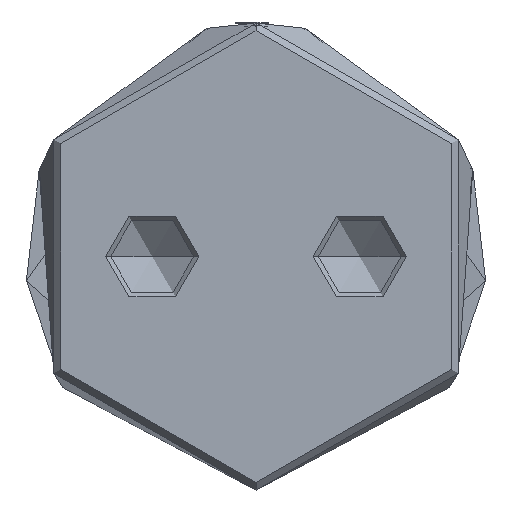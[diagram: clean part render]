
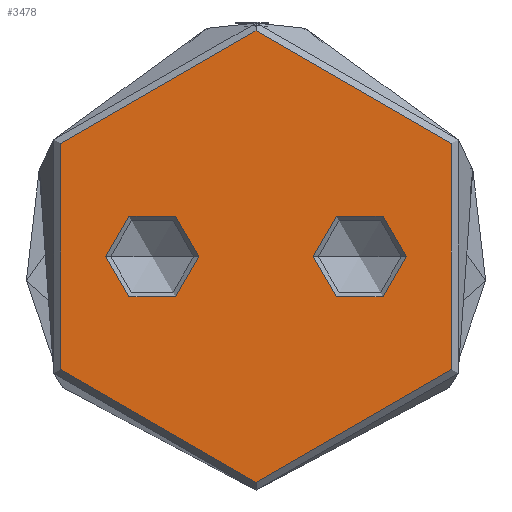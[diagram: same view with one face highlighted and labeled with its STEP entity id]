
A CAD part, front view. The second image highlights one B-rep face of the part: STEP entity #3478.
In plain terms, the highlighted face is planar.
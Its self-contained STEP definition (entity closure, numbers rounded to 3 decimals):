
#77 = PLANE ( 'NONE',  #2111 ) ;
#172 = CIRCLE ( 'NONE', #5306, 4.5 ) ;
#180 = EDGE_CURVE ( 'NONE', #264, #3795, #5468, .T. ) ;
#196 = DIRECTION ( 'NONE',  ( 0., 0., -1. ) ) ;
#264 = VERTEX_POINT ( 'NONE', #1952 ) ;
#445 = AXIS2_PLACEMENT_3D ( 'NONE', #5266, #2591, #5708 ) ;
#475 = ORIENTED_EDGE ( 'NONE', *, *, #935, .T. ) ;
#486 = EDGE_LOOP ( 'NONE', ( #5119, #5907 ) ) ;
#489 = EDGE_CURVE ( 'NONE', #1669, #1516, #2239, .T. ) ;
#668 = AXIS2_PLACEMENT_3D ( 'NONE', #4209, #4271, #4255 ) ;
#935 = EDGE_CURVE ( 'NONE', #3654, #2842, #2243, .T. ) ;
#1040 = CARTESIAN_POINT ( 'NONE',  ( 0., 0., 0. ) ) ;
#1088 = CARTESIAN_POINT ( 'NONE',  ( 10., 0., 0. ) ) ;
#1156 = CARTESIAN_POINT ( 'NONE',  ( -10., 0., 0. ) ) ;
#1176 = DIRECTION ( 'NONE',  ( 1., 0., 0. ) ) ;
#1195 = DIRECTION ( 'NONE',  ( 0., 0., 1. ) ) ;
#1203 = DIRECTION ( 'NONE',  ( 0., 0., -1. ) ) ;
#1218 = DIRECTION ( 'NONE',  ( -1., 0., 0. ) ) ;
#1516 = VERTEX_POINT ( 'NONE', #3145 ) ;
#1519 = FACE_BOUND ( 'NONE', #486, .T. ) ;
#1669 = VERTEX_POINT ( 'NONE', #3394 ) ;
#1952 = CARTESIAN_POINT ( 'NONE',  ( -5.5, 0., 0. ) ) ;
#2014 = DIRECTION ( 'NONE',  ( 0., 1., 0. ) ) ;
#2017 = CARTESIAN_POINT ( 'NONE',  ( -14.5, 0., 0. ) ) ;
#2111 = AXIS2_PLACEMENT_3D ( 'NONE', #1040, #4248, #2014 ) ;
#2239 = CIRCLE ( 'NONE', #4238, 4.5 ) ;
#2243 = CIRCLE ( 'NONE', #668, 21.75 ) ;
#2292 = DIRECTION ( 'NONE',  ( 0., 1., 0. ) ) ;
#2458 = CIRCLE ( 'NONE', #445, 4.5 ) ;
#2562 = CIRCLE ( 'NONE', #5287, 21.75 ) ;
#2591 = DIRECTION ( 'NONE',  ( 0., 0., 1. ) ) ;
#2697 = DIRECTION ( 'NONE',  ( 0., 0., -1. ) ) ;
#2712 = EDGE_CURVE ( 'NONE', #2842, #3654, #2562, .T. ) ;
#2713 = CARTESIAN_POINT ( 'NONE',  ( 0., 0., 0. ) ) ;
#2791 = CARTESIAN_POINT ( 'NONE',  ( 0., -21.75, 0. ) ) ;
#2842 = VERTEX_POINT ( 'NONE', #2791 ) ;
#3017 = CARTESIAN_POINT ( 'NONE',  ( -10., 0., 0. ) ) ;
#3145 = CARTESIAN_POINT ( 'NONE',  ( 5.5, 0., 0. ) ) ;
#3281 = ORIENTED_EDGE ( 'NONE', *, *, #2712, .T. ) ;
#3394 = CARTESIAN_POINT ( 'NONE',  ( 14.5, 0., 0. ) ) ;
#3446 = DIRECTION ( 'NONE',  ( -1., 0., 0. ) ) ;
#3478 = ADVANCED_FACE ( 'NONE', ( #3811, #1519, #5128 ), #77, .T. ) ;
#3647 = EDGE_LOOP ( 'NONE', ( #4344, #5661 ) ) ;
#3654 = VERTEX_POINT ( 'NONE', #5090 ) ;
#3734 = EDGE_LOOP ( 'NONE', ( #3281, #475 ) ) ;
#3795 = VERTEX_POINT ( 'NONE', #2017 ) ;
#3811 = FACE_BOUND ( 'NONE', #3647, .T. ) ;
#4209 = CARTESIAN_POINT ( 'NONE',  ( 0., 0., 0. ) ) ;
#4238 = AXIS2_PLACEMENT_3D ( 'NONE', #1088, #1195, #1176 ) ;
#4248 = DIRECTION ( 'NONE',  ( 0., 0., -1. ) ) ;
#4255 = DIRECTION ( 'NONE',  ( 0., 1., 0. ) ) ;
#4271 = DIRECTION ( 'NONE',  ( 0., 0., -1. ) ) ;
#4344 = ORIENTED_EDGE ( 'NONE', *, *, #489, .T. ) ;
#4525 = AXIS2_PLACEMENT_3D ( 'NONE', #1156, #1203, #1218 ) ;
#4904 = EDGE_CURVE ( 'NONE', #1516, #1669, #2458, .T. ) ;
#5090 = CARTESIAN_POINT ( 'NONE',  ( 0., 21.75, 0. ) ) ;
#5119 = ORIENTED_EDGE ( 'NONE', *, *, #5783, .F. ) ;
#5128 = FACE_OUTER_BOUND ( 'NONE', #3734, .T. ) ;
#5266 = CARTESIAN_POINT ( 'NONE',  ( 10., 0., 0. ) ) ;
#5287 = AXIS2_PLACEMENT_3D ( 'NONE', #2713, #2697, #2292 ) ;
#5306 = AXIS2_PLACEMENT_3D ( 'NONE', #3017, #196, #3446 ) ;
#5468 = CIRCLE ( 'NONE', #4525, 4.5 ) ;
#5661 = ORIENTED_EDGE ( 'NONE', *, *, #4904, .T. ) ;
#5708 = DIRECTION ( 'NONE',  ( 1., 0., 0. ) ) ;
#5783 = EDGE_CURVE ( 'NONE', #3795, #264, #172, .T. ) ;
#5907 = ORIENTED_EDGE ( 'NONE', *, *, #180, .F. ) ;
